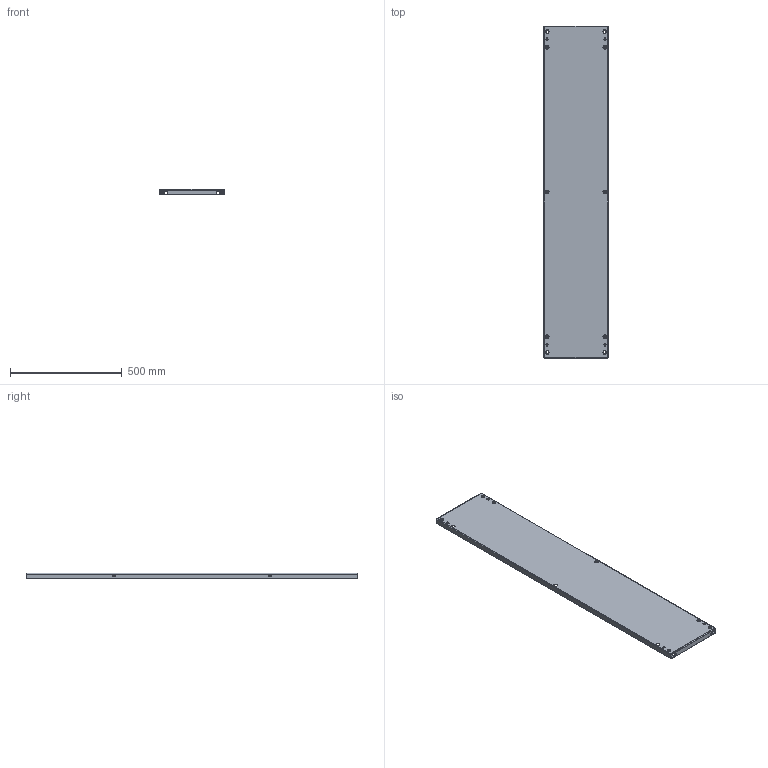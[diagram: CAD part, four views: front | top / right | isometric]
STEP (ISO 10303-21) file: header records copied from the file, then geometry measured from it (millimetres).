
FILE_DESCRIPTION (( 'STEP AP214' ), '1' );
FILE_NAME ('717.416.STEP', '2024-08-20T10:38:08', ( '' ), ( '' ), 'SwSTEP 2.0', 'SolidWorks 2021', '' );
FILE_SCHEMA (( 'AUTOMOTIVE_DESIGN' ));
Length unit declared in the file: millimetre
Products named in the file (3): 717.416; Çàêëåïêà ðåçüáîâàÿ Ì8 øåñòèãðàííàÿ ñ óìåíüøåííûì áîðòîì; 717.416 昑
Assembly tree (5 placements, depth 2):
  717.416
    717.416 昑
    Çàêëåïêà ðåçüáîâàÿ Ì8 øåñòèãðàííàÿ ñ óìåíüøåííûì áîðòîì  x4
Bounding box: 288 x 1488 x 26.6 mm (x, y, z)
Volume: 1126725.9 mm3; surface area: 1139645.7 mm2
Topology: 5 solids, 5 shells, 390 faces, 1048 edges, 672 vertices
Faces by surface type: cylinder 208, plane 150, cone 24, bspline 8
Entity records: 11262 total; most frequent: CARTESIAN_POINT 2435, DIRECTION 1862, ORIENTED_EDGE 1748, EDGE_CURVE 874, AXIS2_PLACEMENT_3D 695, VERTEX_POINT 564, EDGE_LOOP 486, VECTOR 472
